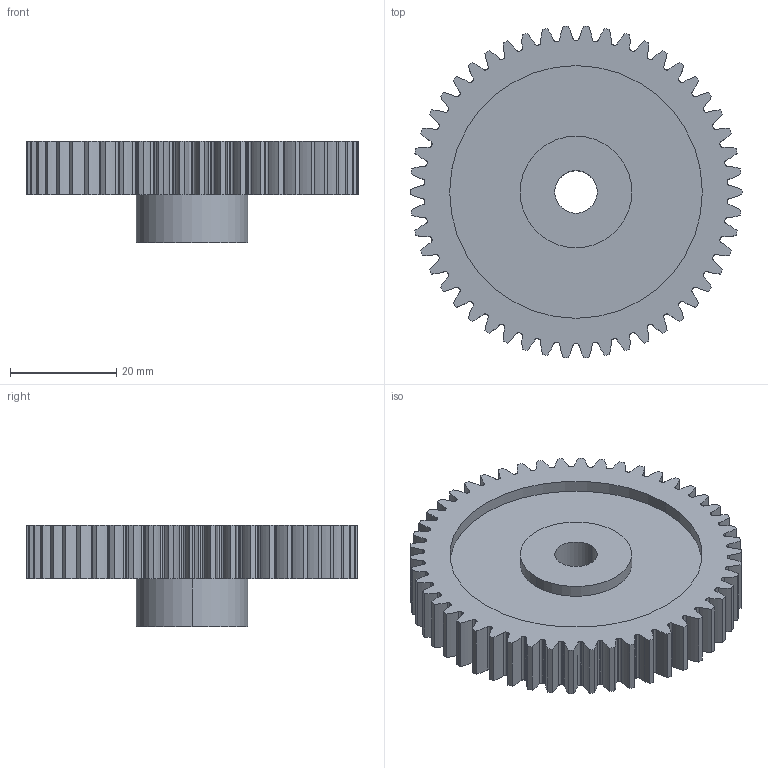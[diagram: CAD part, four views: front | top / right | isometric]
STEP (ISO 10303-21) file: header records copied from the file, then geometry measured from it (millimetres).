
FILE_DESCRIPTION (( 'STEP AP214' ), '1' );
FILE_NAME ('119-012-050.step', '2010-07-19T15:33:58', ( 'WMH Herion Antriebstechnik GmbH' ), ( 'WMH Herion Antriebstechnik GmbH' ), 'SwSTEP 2.0', 'SolidWorks 2010', '' );
FILE_SCHEMA (( 'AUTOMOTIVE_DESIGN' ));
Length unit declared in the file: millimetre
Products named in the file (1): 119-012-050
Bounding box: 62.4 x 62.33 x 19 mm (x, y, z)
Volume: 23868.8 mm3; surface area: 11263.5 mm2
Topology: 1 solids, 1 shells, 339 faces, 999 edges, 666 vertices
Faces by surface type: cylinder 333, plane 6
Entity records: 11757 total; most frequent: DIRECTION 2345, CARTESIAN_POINT 2005, ORIENTED_EDGE 1998, AXIS2_PLACEMENT_3D 1006, EDGE_CURVE 999, VERTEX_POINT 666, CIRCLE 666, EDGE_LOOP 345
